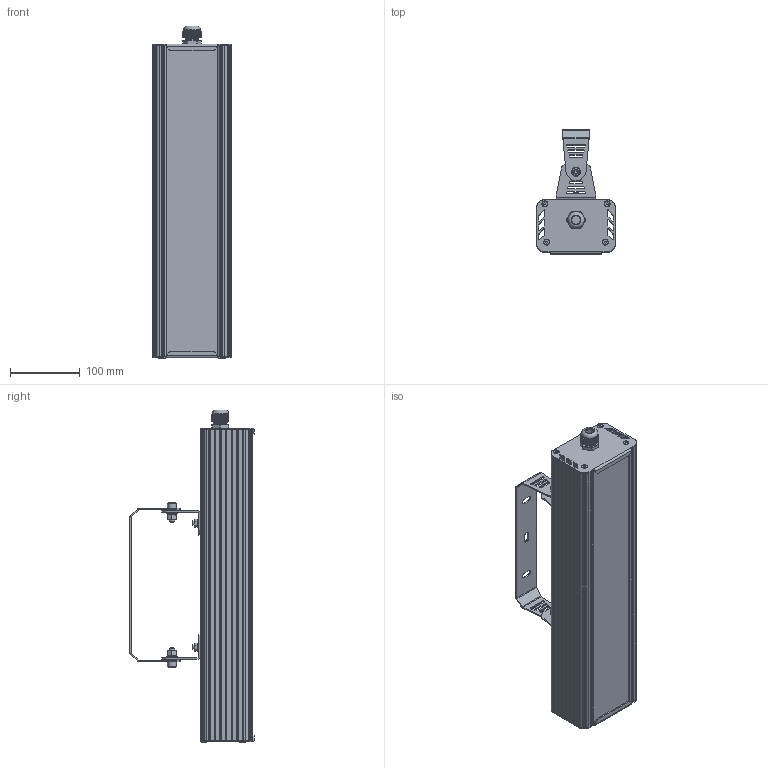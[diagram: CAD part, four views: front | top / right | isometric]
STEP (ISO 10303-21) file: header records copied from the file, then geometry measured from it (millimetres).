
FILE_DESCRIPTION(('STEP AP214'), '1');
FILE_NAME('001.0070.42.000 - ÃÑÏ-Ïðèìà-Îïòèê-60', '2023-09-24T11:14:59', (''), (''), 'C3D Converter', 'C3D Toolkit', '');
FILE_SCHEMA(('AUTOMOTIVE_DESIGN { 1 0 10303 214 3 1 1}'));
Length unit declared in the file: millimetre
Products named in the file (39): 001.0070.42.000
Assembly tree (65 placements, depth 4):
  001.0070.42.000
    (unnamed)
      (unnamed)
      (unnamed)
      (unnamed)  x4
      (unnamed)
      (unnamed)  x4
      (unnamed)
      (unnamed)
      (unnamed)
      (unnamed)  x6
        (unnamed)
        (unnamed)
        (unnamed)
        (unnamed)
        (unnamed)
        (unnamed)
        (unnamed)
        (unnamed)
        (unnamed)
        (unnamed)
    (unnamed)
      (unnamed)
      (unnamed)
      (unnamed)
      (unnamed)  x2
      (unnamed)
      (unnamed)
      (unnamed)
      (unnamed)
      (unnamed)
      (unnamed)
      (unnamed)
      (unnamed)
      (unnamed)  x2
      (unnamed)
      (unnamed)
      (unnamed)
      (unnamed)
Bounding box: 112.19 x 178.44 x 476 mm (x, y, z)
Volume: 991086.4 mm3; surface area: 816355.5 mm2
Topology: 243 solids, 243 shells, 4047 faces, 9881 edges, 6636 vertices
Faces by surface type: plane 2675, cylinder 1140, bspline 104, cone 98, sphere 18, torus 12
Full cylindrical faces by diameter (mm): 1 x18, 2 x12, 2.5 x24, 2.8 x150, 3.2 x18, 3.5 x36, 4 x8, 4.917 x2, 6 x4, 6.6 x2, 6.647 x2, 8 x10, 8.5 x4, 9 x82, 11 x2, 12 x1, 12.5 x1, 13 x2, 15 x4, 18.5 x3, 20 x1, 23.5 x1
Entity records: 105697 total; most frequent: CARTESIAN_POINT 37961, DIRECTION 10580, ORIENTED_EDGE 10430, EDGE_CURVE 5215, AXIS2_PLACEMENT_3D 3732, VERTEX_POINT 3587, LINE 3116, VECTOR 3116
